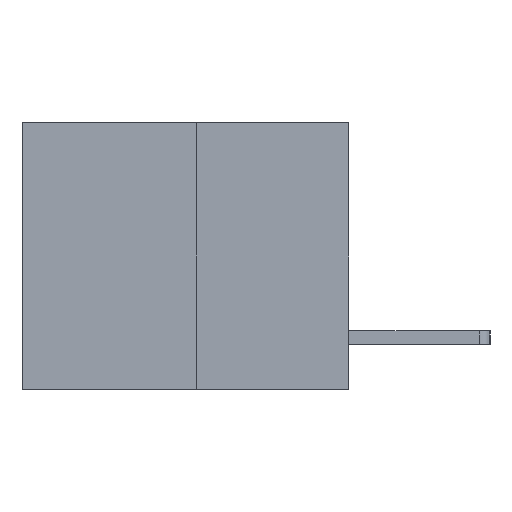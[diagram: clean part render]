
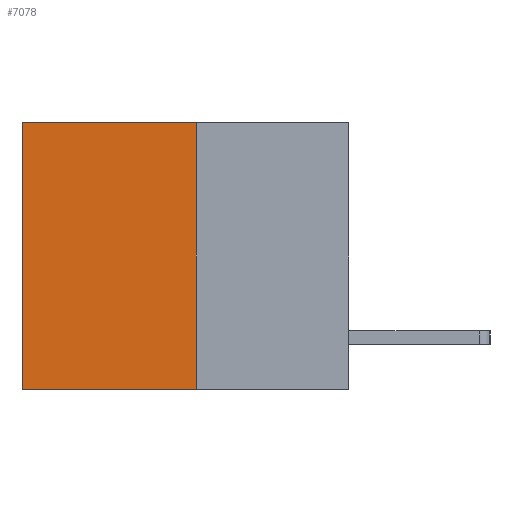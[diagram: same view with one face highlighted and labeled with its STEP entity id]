
A CAD part, left-side view. The second image highlights one B-rep face of the part: STEP entity #7078.
In plain terms, the highlighted planar face has unit normal (-1, 0, 0).
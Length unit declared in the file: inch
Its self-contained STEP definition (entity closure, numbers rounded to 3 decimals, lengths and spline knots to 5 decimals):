
#223 = DIRECTION ( 'NONE',  ( 1., 0., 0. ) ) ;
#262 = ORIENTED_EDGE ( 'NONE', *, *, #2642, .F. ) ;
#783 = LINE ( 'NONE', #1949, #8938 ) ;
#818 = LINE ( 'NONE', #3259, #6327 ) ;
#1052 = EDGE_CURVE ( 'NONE', #3659, #6922, #3078, .T. ) ;
#1607 = PLANE ( 'NONE',  #2780 ) ;
#1949 = CARTESIAN_POINT ( 'NONE',  ( 0.3165, 0.6, -0.49 ) ) ;
#2065 = FACE_OUTER_BOUND ( 'NONE', #3628, .T. ) ;
#2139 = CARTESIAN_POINT ( 'NONE',  ( 0.3165, 0.6, -0.49 ) ) ;
#2215 = DIRECTION ( 'NONE',  ( 0., 1., 0. ) ) ;
#2265 = DIRECTION ( 'NONE',  ( 0., 0., -1. ) ) ;
#2642 = EDGE_CURVE ( 'NONE', #9129, #3659, #7743, .T. ) ;
#2671 = DIRECTION ( 'NONE',  ( 0., 0., -1. ) ) ;
#2694 = DIRECTION ( 'NONE',  ( 0., 0., -1. ) ) ;
#2780 = AXIS2_PLACEMENT_3D ( 'NONE', #4506, #223, #2265 ) ;
#2820 = VECTOR ( 'NONE', #2694, 39.37008 ) ;
#3078 = LINE ( 'NONE', #3693, #7765 ) ;
#3257 = EDGE_CURVE ( 'NONE', #6674, #6922, #783, .T. ) ;
#3259 = CARTESIAN_POINT ( 'NONE',  ( 0.3165, 0.28, 0. ) ) ;
#3628 = EDGE_LOOP ( 'NONE', ( #5785, #8253, #262, #3994 ) ) ;
#3659 = VERTEX_POINT ( 'NONE', #9148 ) ;
#3693 = CARTESIAN_POINT ( 'NONE',  ( 0.3165, 0.28, -0.49 ) ) ;
#3994 = ORIENTED_EDGE ( 'NONE', *, *, #8763, .T. ) ;
#4506 = CARTESIAN_POINT ( 'NONE',  ( 0.3165, 0.28, -0.49 ) ) ;
#5785 = ORIENTED_EDGE ( 'NONE', *, *, #3257, .T. ) ;
#6327 = VECTOR ( 'NONE', #7878, 39.37008 ) ;
#6674 = VERTEX_POINT ( 'NONE', #7610 ) ;
#6922 = VERTEX_POINT ( 'NONE', #2139 ) ;
#7078 = ADVANCED_FACE ( 'NONE', ( #2065 ), #1607, .F. ) ;
#7610 = CARTESIAN_POINT ( 'NONE',  ( 0.3165, 0.6, 0. ) ) ;
#7743 = LINE ( 'NONE', #8465, #2820 ) ;
#7765 = VECTOR ( 'NONE', #2215, 39.37008 ) ;
#7878 = DIRECTION ( 'NONE',  ( 0., 1., 0. ) ) ;
#8253 = ORIENTED_EDGE ( 'NONE', *, *, #1052, .F. ) ;
#8465 = CARTESIAN_POINT ( 'NONE',  ( 0.3165, 0.28, -0.49 ) ) ;
#8744 = CARTESIAN_POINT ( 'NONE',  ( 0.3165, 0.28, 0. ) ) ;
#8763 = EDGE_CURVE ( 'NONE', #9129, #6674, #818, .T. ) ;
#8938 = VECTOR ( 'NONE', #2671, 39.37008 ) ;
#9129 = VERTEX_POINT ( 'NONE', #8744 ) ;
#9148 = CARTESIAN_POINT ( 'NONE',  ( 0.3165, 0.28, -0.49 ) ) ;
